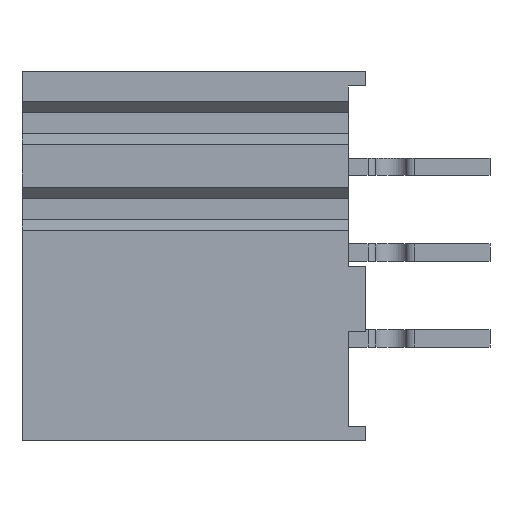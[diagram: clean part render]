
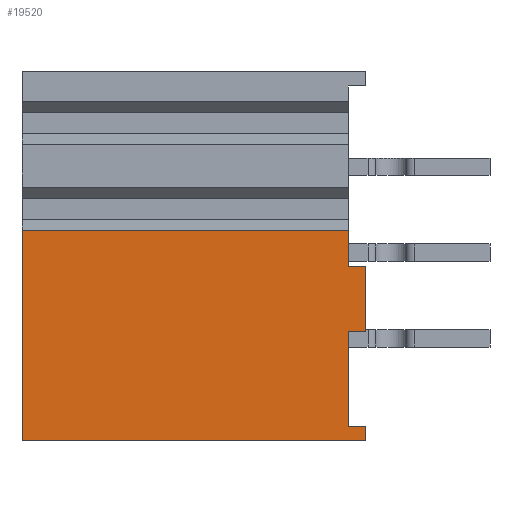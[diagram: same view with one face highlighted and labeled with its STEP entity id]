
A CAD part, front view. The second image highlights one B-rep face of the part: STEP entity #19520.
In plain terms, the highlighted planar face has unit normal (0, -1, 0).
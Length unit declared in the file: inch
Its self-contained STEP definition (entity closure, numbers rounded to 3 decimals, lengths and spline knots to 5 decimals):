
#3245=DIRECTION('',(0.,0.,-1.));
#3246=VECTOR('',#3245,0.0425);
#3247=CARTESIAN_POINT('',(0.19,-0.114,0.075));
#3248=LINE('',#3247,#3246);
#3692=DIRECTION('',(0.,0.,1.));
#3693=VECTOR('',#3692,0.245);
#3694=CARTESIAN_POINT('',(-0.19,-0.114,-0.17));
#3695=LINE('',#3694,#3693);
#3858=DIRECTION('',(0.,0.,-1.));
#3859=VECTOR('',#3858,0.1105);
#3860=CARTESIAN_POINT('',(0.19,-0.114,-0.0425));
#3861=LINE('',#3860,#3859);
#3938=DIRECTION('',(0.,0.,-1.));
#3939=VECTOR('',#3938,0.075);
#3940=CARTESIAN_POINT('',(0.21,-0.114,0.0325));
#3941=LINE('',#3940,#3939);
#4030=DIRECTION('',(1.,0.,0.));
#4031=VECTOR('',#4030,0.02);
#4032=CARTESIAN_POINT('',(0.19,-0.114,0.0325));
#4033=LINE('',#4032,#4031);
#4038=DIRECTION('',(-1.,0.,0.));
#4039=VECTOR('',#4038,0.02);
#4040=CARTESIAN_POINT('',(0.21,-0.114,-0.0425));
#4041=LINE('',#4040,#4039);
#4050=DIRECTION('',(1.,0.,0.));
#4051=VECTOR('',#4050,0.02);
#4052=CARTESIAN_POINT('',(0.19,-0.114,-0.153));
#4053=LINE('',#4052,#4051);
#4074=DIRECTION('',(-1.,0.,0.));
#4075=VECTOR('',#4074,0.4);
#4076=CARTESIAN_POINT('',(0.21,-0.114,-0.17));
#4077=LINE('',#4076,#4075);
#4134=DIRECTION('',(0.,0.,-1.));
#4135=VECTOR('',#4134,0.017);
#4136=CARTESIAN_POINT('',(0.21,-0.114,-0.153));
#4137=LINE('',#4136,#4135);
#4506=DIRECTION('',(-1.,0.,0.));
#4507=VECTOR('',#4506,0.38);
#4508=CARTESIAN_POINT('',(0.19,-0.114,0.075));
#4509=LINE('',#4508,#4507);
#13727=CARTESIAN_POINT('',(0.19,-0.114,0.075));
#13728=CARTESIAN_POINT('',(0.19,-0.114,0.0325));
#13729=VERTEX_POINT('',#13727);
#13730=VERTEX_POINT('',#13728);
#13731=CARTESIAN_POINT('',(-0.19,-0.114,0.075));
#13732=VERTEX_POINT('',#13731);
#13733=CARTESIAN_POINT('',(-0.19,-0.114,-0.17));
#13734=VERTEX_POINT('',#13733);
#13735=CARTESIAN_POINT('',(0.21,-0.114,-0.17));
#13736=VERTEX_POINT('',#13735);
#13737=CARTESIAN_POINT('',(0.21,-0.114,-0.153));
#13738=VERTEX_POINT('',#13737);
#13739=CARTESIAN_POINT('',(0.19,-0.114,-0.153));
#13740=VERTEX_POINT('',#13739);
#13741=CARTESIAN_POINT('',(0.19,-0.114,-0.0425));
#13742=VERTEX_POINT('',#13741);
#13743=CARTESIAN_POINT('',(0.21,-0.114,-0.0425));
#13744=VERTEX_POINT('',#13743);
#13745=CARTESIAN_POINT('',(0.21,-0.114,0.0325));
#13746=VERTEX_POINT('',#13745);
#19498=CARTESIAN_POINT('',(0.01,-0.114,-0.0475));
#19499=DIRECTION('',(0.,1.,0.));
#19500=DIRECTION('',(0.,0.,-1.));
#19501=AXIS2_PLACEMENT_3D('',#19498,#19499,#19500);
#19502=PLANE('',#19501);
#19503=ORIENTED_EDGE('',*,*,#18542,.T.);
#19504=ORIENTED_EDGE('',*,*,#19493,.T.);
#19505=ORIENTED_EDGE('',*,*,#19399,.T.);
#19507=ORIENTED_EDGE('',*,*,#19506,.T.);
#19508=ORIENTED_EDGE('',*,*,#19318,.T.);
#19510=ORIENTED_EDGE('',*,*,#19509,.T.);
#19512=ORIENTED_EDGE('',*,*,#19511,.T.);
#19514=ORIENTED_EDGE('',*,*,#19513,.T.);
#19515=ORIENTED_EDGE('',*,*,#19053,.T.);
#19517=ORIENTED_EDGE('',*,*,#19516,.F.);
#19518=EDGE_LOOP('',(#19503,#19504,#19505,#19507,#19508,#19510,#19512,#19514,
#19515,#19517));
#19519=FACE_OUTER_BOUND('',#19518,.F.);
#19520=ADVANCED_FACE('',(#19519),#19502,.F.);
#18542=EDGE_CURVE('',#13729,#13730,#3248,.T.);
#19053=EDGE_CURVE('',#13734,#13732,#3695,.T.);
#19318=EDGE_CURVE('',#13742,#13740,#3861,.T.);
#19399=EDGE_CURVE('',#13746,#13744,#3941,.T.);
#19493=EDGE_CURVE('',#13730,#13746,#4033,.T.);
#19506=EDGE_CURVE('',#13744,#13742,#4041,.T.);
#19509=EDGE_CURVE('',#13740,#13738,#4053,.T.);
#19511=EDGE_CURVE('',#13738,#13736,#4137,.T.);
#19513=EDGE_CURVE('',#13736,#13734,#4077,.T.);
#19516=EDGE_CURVE('',#13729,#13732,#4509,.T.);
